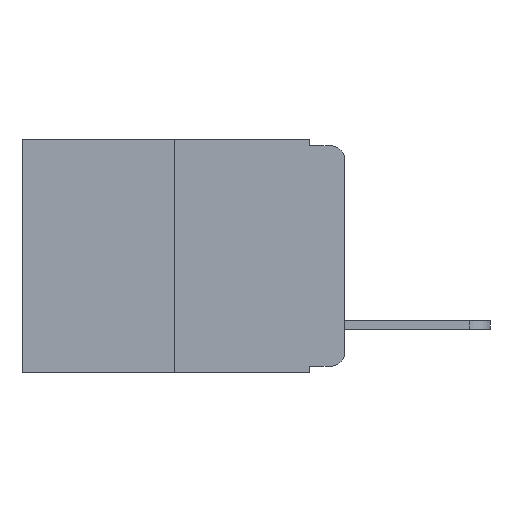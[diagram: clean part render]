
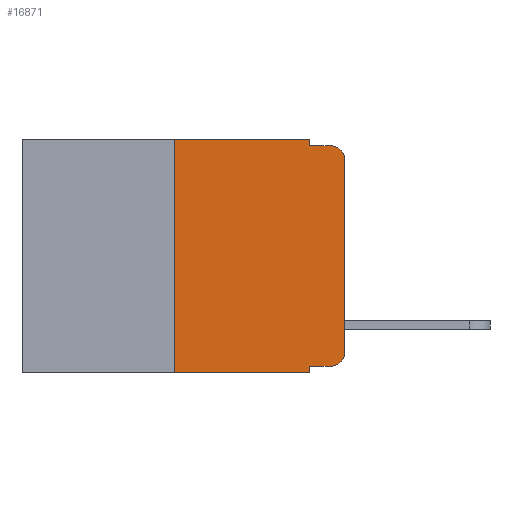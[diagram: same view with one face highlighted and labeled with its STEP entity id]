
A CAD part, left-side view. The second image highlights one B-rep face of the part: STEP entity #16871.
In plain terms, the highlighted planar face has unit normal (-1, 0, 0).
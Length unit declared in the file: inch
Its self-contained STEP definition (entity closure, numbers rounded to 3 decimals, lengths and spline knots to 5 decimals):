
#735 = CARTESIAN_POINT ( 'NONE',  ( 0., 0.473, 0. ) ) ;
#885 = VECTOR ( 'NONE', #2178, 39.37008 ) ;
#1503 = CARTESIAN_POINT ( 'NONE',  ( 0., 0.051, -0.01 ) ) ;
#1790 = LINE ( 'NONE', #6576, #19041 ) ;
#1823 = DIRECTION ( 'NONE',  ( 0., 0., -1. ) ) ;
#2083 = LINE ( 'NONE', #25388, #25481 ) ;
#2178 = DIRECTION ( 'NONE',  ( 0., -1., 0. ) ) ;
#2693 = ORIENTED_EDGE ( 'NONE', *, *, #8070, .T. ) ;
#2882 = CARTESIAN_POINT ( 'NONE',  ( 0., 0.051, -0.343 ) ) ;
#2883 = PLANE ( 'NONE',  #14083 ) ;
#3185 = CARTESIAN_POINT ( 'NONE',  ( 0., 0., 0. ) ) ;
#3644 = CARTESIAN_POINT ( 'NONE',  ( 0., 0.25, -0.343 ) ) ;
#4027 = DIRECTION ( 'NONE',  ( 0., 0., -1. ) ) ;
#4839 = DIRECTION ( 'NONE',  ( 0., 0., -1. ) ) ;
#4845 = EDGE_CURVE ( 'NONE', #22697, #10845, #12045, .T. ) ;
#4883 = CARTESIAN_POINT ( 'NONE',  ( 0., 0., -0.03 ) ) ;
#5575 = CARTESIAN_POINT ( 'NONE',  ( 0., 0.02, -0.333 ) ) ;
#5628 = AXIS2_PLACEMENT_3D ( 'NONE', #22308, #14669, #4839 ) ;
#6305 = CARTESIAN_POINT ( 'NONE',  ( 0., 0.051, -0.333 ) ) ;
#6576 = CARTESIAN_POINT ( 'NONE',  ( 0., 0.25, 0. ) ) ;
#6682 = ORIENTED_EDGE ( 'NONE', *, *, #8588, .T. ) ;
#6944 = EDGE_CURVE ( 'NONE', #19478, #21379, #1790, .T. ) ;
#7053 = ORIENTED_EDGE ( 'NONE', *, *, #4845, .F. ) ;
#7058 = ORIENTED_EDGE ( 'NONE', *, *, #19418, .T. ) ;
#7241 = VECTOR ( 'NONE', #8185, 39.37008 ) ;
#7830 = LINE ( 'NONE', #21367, #18015 ) ;
#8070 = EDGE_CURVE ( 'NONE', #14461, #23566, #12478, .T. ) ;
#8185 = DIRECTION ( 'NONE',  ( 0., 0., 1. ) ) ;
#8588 = EDGE_CURVE ( 'NONE', #22697, #23304, #20496, .T. ) ;
#8821 = DIRECTION ( 'NONE',  ( 0., 0., 1. ) ) ;
#9372 = VECTOR ( 'NONE', #24869, 39.37008 ) ;
#10070 = CARTESIAN_POINT ( 'NONE',  ( 0., 0.473, 0. ) ) ;
#10110 = CARTESIAN_POINT ( 'NONE',  ( 0., 0.051, 0. ) ) ;
#10126 = CARTESIAN_POINT ( 'NONE',  ( 0., 0.02, -0.313 ) ) ;
#10187 = VECTOR ( 'NONE', #4027, 39.37008 ) ;
#10425 = CARTESIAN_POINT ( 'NONE',  ( 0., 0., -0.313 ) ) ;
#10780 = VERTEX_POINT ( 'NONE', #24248 ) ;
#10845 = VERTEX_POINT ( 'NONE', #2882 ) ;
#10883 = DIRECTION ( 'NONE',  ( 1., 0., 0. ) ) ;
#11145 = DIRECTION ( 'NONE',  ( 0., -1., 0. ) ) ;
#11403 = EDGE_CURVE ( 'NONE', #24341, #16856, #25076, .T. ) ;
#12045 = LINE ( 'NONE', #10110, #10187 ) ;
#12263 = ORIENTED_EDGE ( 'NONE', *, *, #17212, .F. ) ;
#12478 = LINE ( 'NONE', #3185, #7241 ) ;
#12599 = CARTESIAN_POINT ( 'NONE',  ( 0., 0.02, -0.01 ) ) ;
#12921 = EDGE_CURVE ( 'NONE', #23304, #14461, #24077, .T. ) ;
#13821 = CARTESIAN_POINT ( 'NONE',  ( 0., 0.25, 0. ) ) ;
#14083 = AXIS2_PLACEMENT_3D ( 'NONE', #735, #10883, #24489 ) ;
#14461 = VERTEX_POINT ( 'NONE', #10425 ) ;
#14669 = DIRECTION ( 'NONE',  ( -1., 0., 0. ) ) ;
#14865 = ORIENTED_EDGE ( 'NONE', *, *, #6944, .F. ) ;
#15300 = VECTOR ( 'NONE', #11145, 39.37008 ) ;
#15799 = EDGE_CURVE ( 'NONE', #23566, #16856, #19632, .T. ) ;
#16635 = FACE_OUTER_BOUND ( 'NONE', #20711, .T. ) ;
#16856 = VERTEX_POINT ( 'NONE', #12599 ) ;
#16871 = ADVANCED_FACE ( 'NONE', ( #16635 ), #2883, .F. ) ;
#17212 = EDGE_CURVE ( 'NONE', #21379, #10780, #21822, .T. ) ;
#17799 = EDGE_CURVE ( 'NONE', #10780, #24341, #2083, .T. ) ;
#18015 = VECTOR ( 'NONE', #23176, 39.37008 ) ;
#18323 = AXIS2_PLACEMENT_3D ( 'NONE', #10126, #19731, #23920 ) ;
#18527 = ORIENTED_EDGE ( 'NONE', *, *, #12921, .T. ) ;
#18827 = ORIENTED_EDGE ( 'NONE', *, *, #15799, .T. ) ;
#19041 = VECTOR ( 'NONE', #8821, 39.37008 ) ;
#19418 = EDGE_CURVE ( 'NONE', #19478, #10845, #7830, .T. ) ;
#19478 = VERTEX_POINT ( 'NONE', #3644 ) ;
#19632 = CIRCLE ( 'NONE', #5628, 0.02 ) ;
#19731 = DIRECTION ( 'NONE',  ( -1., 0., 0. ) ) ;
#20474 = CARTESIAN_POINT ( 'NONE',  ( 0., 0.051, -0.01 ) ) ;
#20496 = LINE ( 'NONE', #6305, #15300 ) ;
#20711 = EDGE_LOOP ( 'NONE', ( #2693, #18827, #23243, #21577, #12263, #14865, #7058, #7053, #6682, #18527 ) ) ;
#21050 = CARTESIAN_POINT ( 'NONE',  ( 0., 0.051, -0.333 ) ) ;
#21367 = CARTESIAN_POINT ( 'NONE',  ( 0., 0.473, -0.343 ) ) ;
#21379 = VERTEX_POINT ( 'NONE', #13821 ) ;
#21577 = ORIENTED_EDGE ( 'NONE', *, *, #17799, .F. ) ;
#21822 = LINE ( 'NONE', #10070, #885 ) ;
#22308 = CARTESIAN_POINT ( 'NONE',  ( 0., 0.02, -0.03 ) ) ;
#22697 = VERTEX_POINT ( 'NONE', #21050 ) ;
#23176 = DIRECTION ( 'NONE',  ( 0., -1., 0. ) ) ;
#23243 = ORIENTED_EDGE ( 'NONE', *, *, #11403, .F. ) ;
#23304 = VERTEX_POINT ( 'NONE', #5575 ) ;
#23566 = VERTEX_POINT ( 'NONE', #4883 ) ;
#23920 = DIRECTION ( 'NONE',  ( 0., 0., -1. ) ) ;
#24077 = CIRCLE ( 'NONE', #18323, 0.02 ) ;
#24248 = CARTESIAN_POINT ( 'NONE',  ( 0., 0.051, 0. ) ) ;
#24341 = VERTEX_POINT ( 'NONE', #1503 ) ;
#24489 = DIRECTION ( 'NONE',  ( 0., 0., -1. ) ) ;
#24869 = DIRECTION ( 'NONE',  ( 0., -1., 0. ) ) ;
#25076 = LINE ( 'NONE', #20474, #9372 ) ;
#25388 = CARTESIAN_POINT ( 'NONE',  ( 0., 0.051, 0. ) ) ;
#25481 = VECTOR ( 'NONE', #1823, 39.37008 ) ;
